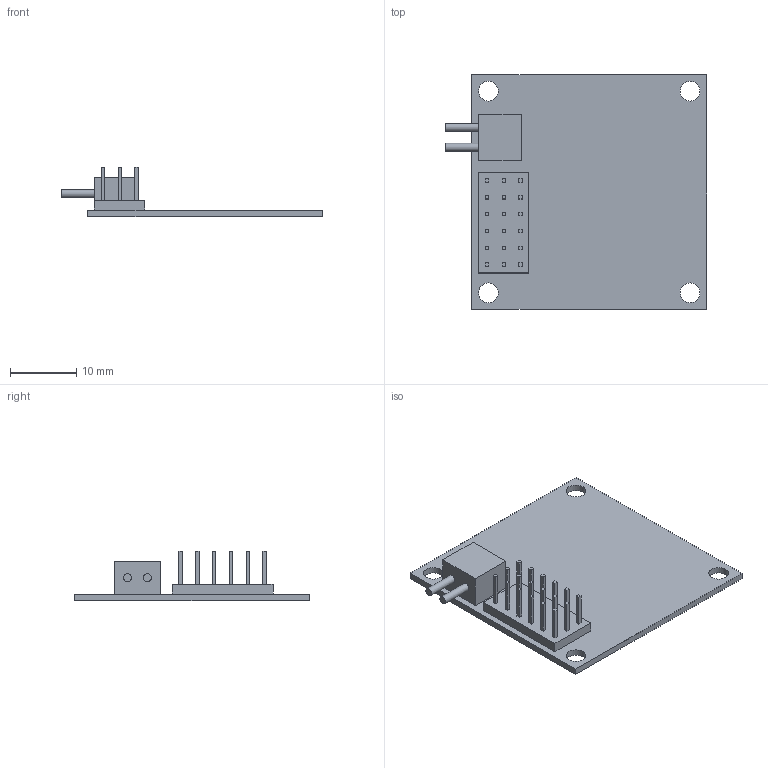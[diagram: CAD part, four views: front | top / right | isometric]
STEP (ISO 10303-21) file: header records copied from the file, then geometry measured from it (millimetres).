
FILE_DESCRIPTION(('FreeCAD Model'),'2;1');
FILE_NAME('scoring_transponder.step', '2014-03-29T21:42:45',('FreeCAD'),('FreeCAD'), 'Open CASCADE STEP processor 6.7','FreeCAD','Unknown');
FILE_SCHEMA(('AUTOMOTIVE_DESIGN_CC2 { 1 2 10303 214 -1 1 5 4 }'));
Length unit declared in the file: millimetre
Products named in the file (1): Pad004
Bounding box: 39.5 x 35.5 x 7.5 mm (x, y, z)
Volume: 1667.5 mm3; surface area: 3064.9 mm2
Topology: 1 solids, 1 shells, 114 faces, 270 edges, 180 vertices
Faces by surface type: plane 108, cylinder 6
Full cylindrical faces by diameter (mm): 1.2 x2, 3 x4
Entity records: 6779 total; most frequent: CARTESIAN_POINT 1117, DIRECTION 1050, LINE 786, VECTOR 786, ORIENTED_EDGE 540, PCURVE 540, DEFINITIONAL_REPRESENTATION 540, EDGE_CURVE 270
